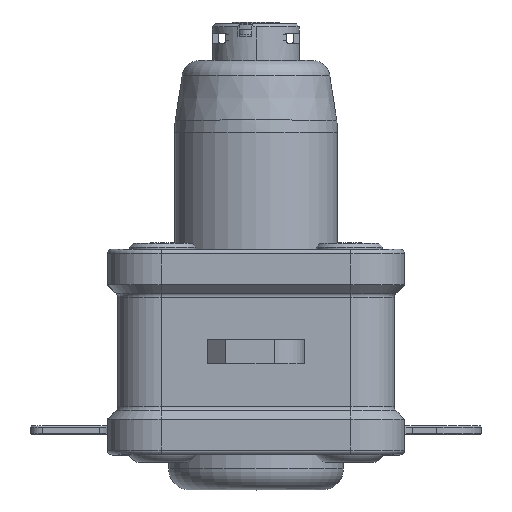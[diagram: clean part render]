
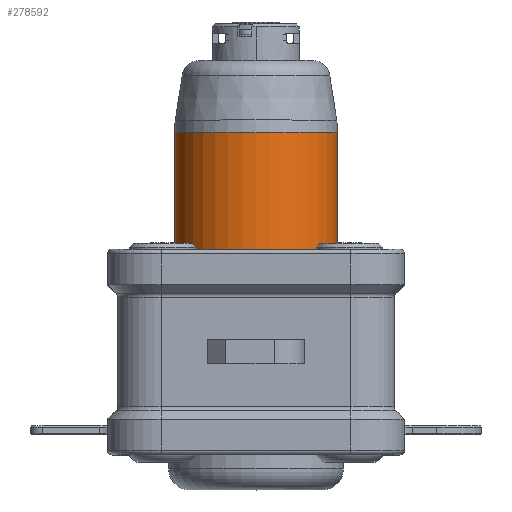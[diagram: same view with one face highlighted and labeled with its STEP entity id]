
A CAD part, top view. The second image highlights one B-rep face of the part: STEP entity #278592.
In plain terms, the highlighted cylindrical face has radius 13.6 mm (diameter 27.2 mm), a partial arc.
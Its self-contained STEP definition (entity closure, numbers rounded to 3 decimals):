
#110441=CARTESIAN_POINT('',(0.,18.05,0.));
#110442=DIRECTION('',(0.,1.,0.));
#110443=DIRECTION('',(-1.,0.,0.));
#110444=AXIS2_PLACEMENT_3D('',#110441,#110442,#110443);
#110449=CARTESIAN_POINT('',(0.,38.538,0.));
#110450=DIRECTION('',(0.,1.,0.));
#110451=DIRECTION('',(-1.,0.,0.));
#110452=AXIS2_PLACEMENT_3D('',#110449,#110450,#110451);
#110465=DIRECTION('',(0.,1.,0.));
#110466=VECTOR('',#110465,20.488);
#110467=CARTESIAN_POINT('',(13.6,18.05,0.));
#110468=LINE('',#110467,#110466);
#110480=DIRECTION('',(0.,1.,0.));
#110481=VECTOR('',#110480,20.488);
#110482=CARTESIAN_POINT('',(-13.6,18.05,0.));
#110483=LINE('',#110482,#110481);
#127788=CARTESIAN_POINT('',(-13.6,38.538,0.));
#127789=VERTEX_POINT('',#127788);
#127796=CARTESIAN_POINT('',(13.6,38.538,0.));
#127797=VERTEX_POINT('',#127796);
#127802=CARTESIAN_POINT('',(13.6,18.05,0.));
#127803=CARTESIAN_POINT('',(-13.6,18.05,0.));
#127804=VERTEX_POINT('',#127802);
#127805=VERTEX_POINT('',#127803);
#278578=CARTESIAN_POINT('',(0.,12.825,0.));
#278579=DIRECTION('',(0.,1.,0.));
#278580=DIRECTION('',(1.,0.,0.));
#278581=AXIS2_PLACEMENT_3D('',#278578,#278579,#278580);
#278582=CYLINDRICAL_SURFACE('',#278581,13.6);
#278583=ORIENTED_EDGE('',*,*,#278565,.F.);
#278585=ORIENTED_EDGE('',*,*,#278584,.T.);
#278587=ORIENTED_EDGE('',*,*,#278586,.T.);
#278589=ORIENTED_EDGE('',*,*,#278588,.F.);
#278590=EDGE_LOOP('',(#278583,#278585,#278587,#278589));
#278591=FACE_OUTER_BOUND('',#278590,.F.);
#110445=CIRCLE('',#110444,13.6);
#110453=CIRCLE('',#110452,13.6);
#278565=EDGE_CURVE('',#127805,#127804,#110445,.T.);
#278584=EDGE_CURVE('',#127805,#127789,#110483,.T.);
#278586=EDGE_CURVE('',#127789,#127797,#110453,.T.);
#278588=EDGE_CURVE('',#127804,#127797,#110468,.T.);
#278592=ADVANCED_FACE('',(#278591),#278582,.T.);
